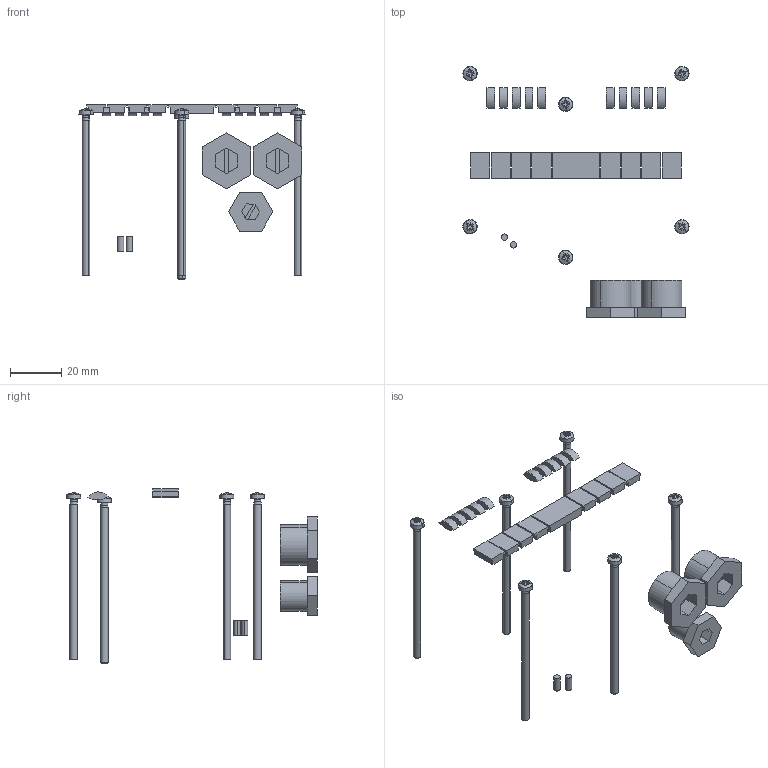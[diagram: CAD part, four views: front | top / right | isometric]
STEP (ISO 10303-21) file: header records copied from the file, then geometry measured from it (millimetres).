
FILE_DESCRIPTION((''),'2;1');
FILE_NAME('DM_CAD-0393A_ASM','2016-02-04T',('Creinig-se'),(''),'PRO/ENGINEER BY PARAMETRIC TECHNOLOGY CORPORATION, 2013050','PRO/ENGINEER BY PARAMETRIC TECHNOLOGY CORPORATION, 2013050','');
FILE_SCHEMA(('CONFIG_CONTROL_DESIGN'));
Length unit declared in the file: millimetre
Products named in the file (11): DM_CAD-0393A_13649; DM_CAD-0393A_13650; DM_CAD-0393A_13651; DM_CAD-0393A_384_ASM; DM_CAD-0393A_385; DM_CAD-0393A_386; DM_CAD-0393A_388; DM_CAD-0393A_389; DM_CAD-0393A_210216; DM_CAD-0393A_391; DM_CAD-0393A_ASM
Assembly tree (32 placements, depth 3):
  DM_CAD-0393A_ASM
    DM_CAD-0393A_384_ASM
      DM_CAD-0393A_13649
      DM_CAD-0393A_13650
      DM_CAD-0393A_13651
    DM_CAD-0393A_385
    DM_CAD-0393A_386  x8
    DM_CAD-0393A_388
    DM_CAD-0393A_389  x2
    DM_CAD-0393A_210216  x6
    DM_CAD-0393A_391  x10
Bounding box: 88.6 x 98.3 x 68.4 mm (x, y, z)
Volume: 13309.7 mm3; surface area: 12098.2 mm2
Topology: 30 solids, 36 shells, 486 faces, 1180 edges, 772 vertices
Faces by surface type: plane 360, cylinder 66, cone 36, sphere 12, torus 12
Entity records: 4677 total; most frequent: DIRECTION 726, CARTESIAN_POINT 671, ORIENTED_EDGE 588, EDGE_CURVE 294, AXIS2_PLACEMENT_3D 249, VECTOR 228, LINE 228, VERTEX_POINT 194
